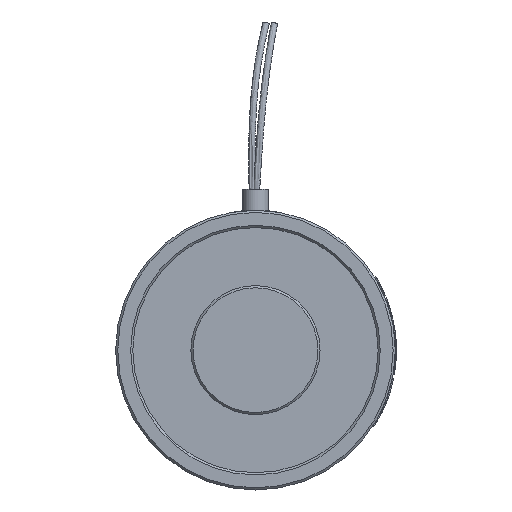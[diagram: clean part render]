
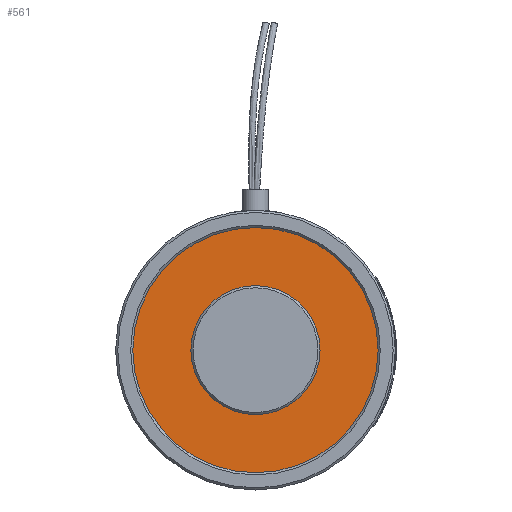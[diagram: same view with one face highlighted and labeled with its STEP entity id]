
A CAD part, front view. The second image highlights one B-rep face of the part: STEP entity #561.
In plain terms, the highlighted planar face has unit normal (0, -1, 0).
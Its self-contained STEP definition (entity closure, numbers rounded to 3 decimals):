
#561 = ADVANCED_FACE( '', ( #1136, #1137 ), #1138, .F. );
#1136 = FACE_BOUND( '', #3850, .T. );
#1137 = FACE_OUTER_BOUND( '', #3851, .T. );
#1138 = PLANE( '', #3852 );
#3850 = EDGE_LOOP( '', ( #5165 ) );
#3851 = EDGE_LOOP( '', ( #5166 ) );
#3852 = AXIS2_PLACEMENT_3D( '', #5167, #5168, #5169 );
#5165 = ORIENTED_EDGE( '', *, *, #5688, .T. );
#5166 = ORIENTED_EDGE( '', *, *, #5439, .F. );
#5167 = CARTESIAN_POINT( '', ( 0., -45., 0. ) );
#5168 = DIRECTION( '', ( 0., 1., 0. ) );
#5169 = DIRECTION( '', ( 0., 0., 1. ) );
#5439 = EDGE_CURVE( '', #6130, #6130, #6131, .T. );
#5688 = EDGE_CURVE( '', #6493, #6493, #6494, .T. );
#6130 = VERTEX_POINT( '', #7762 );
#6131 = CIRCLE( '', #7763, 28.5 );
#6493 = VERTEX_POINT( '', #9012 );
#6494 = CIRCLE( '', #9013, 15. );
#7762 = CARTESIAN_POINT( '', ( 28.5, -45., 0. ) );
#7763 = AXIS2_PLACEMENT_3D( '', #9772, #9773, #9774 );
#9012 = CARTESIAN_POINT( '', ( 15., -45., 0. ) );
#9013 = AXIS2_PLACEMENT_3D( '', #9805, #9806, #9807 );
#9772 = CARTESIAN_POINT( '', ( 0., -45., 0. ) );
#9773 = DIRECTION( '', ( 0., 1., 0. ) );
#9774 = DIRECTION( '', ( 1., 0., 0. ) );
#9805 = CARTESIAN_POINT( '', ( 0., -45., 0. ) );
#9806 = DIRECTION( '', ( 0., 1., 0. ) );
#9807 = DIRECTION( '', ( 1., 0., 0. ) );
